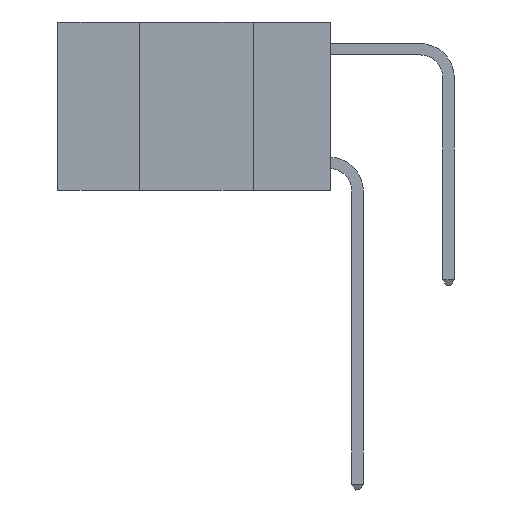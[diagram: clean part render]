
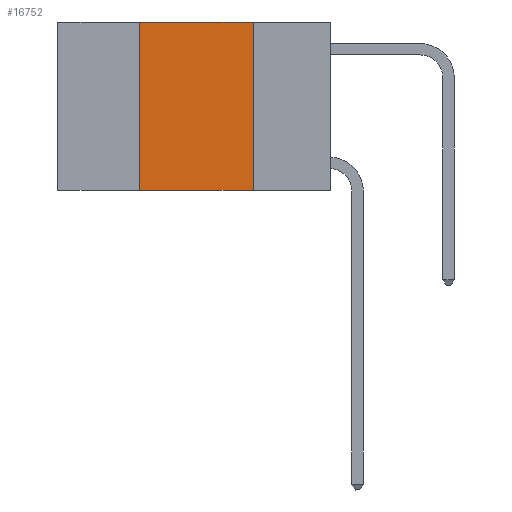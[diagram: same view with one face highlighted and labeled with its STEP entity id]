
A CAD part, left-side view. The second image highlights one B-rep face of the part: STEP entity #16752.
In plain terms, the highlighted planar face has unit normal (-1, 0, 0).
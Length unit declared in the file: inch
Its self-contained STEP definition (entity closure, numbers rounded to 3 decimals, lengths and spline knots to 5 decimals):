
#714 = DIRECTION ( 'NONE',  ( 0., -1., 0. ) ) ;
#776 = VERTEX_POINT ( 'NONE', #11004 ) ;
#1144 = CARTESIAN_POINT ( 'NONE',  ( 0., 0.6, -0.37 ) ) ;
#1163 = DIRECTION ( 'NONE',  ( 0., 0., 1. ) ) ;
#2094 = ORIENTED_EDGE ( 'NONE', *, *, #8841, .F. ) ;
#2178 = DIRECTION ( 'NONE',  ( 0., 0., -1. ) ) ;
#2828 = DIRECTION ( 'NONE',  ( 0., 0., -1. ) ) ;
#3637 = VERTEX_POINT ( 'NONE', #7346 ) ;
#4033 = CARTESIAN_POINT ( 'NONE',  ( 0., 0.6, 0. ) ) ;
#4123 = CARTESIAN_POINT ( 'NONE',  ( 0., 0.6, 0. ) ) ;
#4142 = PLANE ( 'NONE',  #15359 ) ;
#5333 = DIRECTION ( 'NONE',  ( 0., -1., 0. ) ) ;
#6856 = VECTOR ( 'NONE', #5333, 39.37008 ) ;
#7346 = CARTESIAN_POINT ( 'NONE',  ( 0., 0.42, 0. ) ) ;
#7355 = EDGE_LOOP ( 'NONE', ( #14618, #2094, #18210, #10660 ) ) ;
#8738 = VECTOR ( 'NONE', #2828, 39.37008 ) ;
#8841 = EDGE_CURVE ( 'NONE', #3637, #776, #12117, .T. ) ;
#9291 = VERTEX_POINT ( 'NONE', #14034 ) ;
#9468 = LINE ( 'NONE', #16103, #11420 ) ;
#10660 = ORIENTED_EDGE ( 'NONE', *, *, #13714, .T. ) ;
#11004 = CARTESIAN_POINT ( 'NONE',  ( 0., 0.17, 0. ) ) ;
#11130 = LINE ( 'NONE', #20771, #8738 ) ;
#11420 = VECTOR ( 'NONE', #1163, 39.37008 ) ;
#11866 = EDGE_CURVE ( 'NONE', #9291, #3637, #9468, .T. ) ;
#12117 = LINE ( 'NONE', #4123, #6856 ) ;
#13687 = CARTESIAN_POINT ( 'NONE',  ( 0., 0.17, -0.37 ) ) ;
#13714 = EDGE_CURVE ( 'NONE', #9291, #19790, #16086, .T. ) ;
#14034 = CARTESIAN_POINT ( 'NONE',  ( 0., 0.42, -0.37 ) ) ;
#14618 = ORIENTED_EDGE ( 'NONE', *, *, #14909, .F. ) ;
#14909 = EDGE_CURVE ( 'NONE', #776, #19790, #11130, .T. ) ;
#15359 = AXIS2_PLACEMENT_3D ( 'NONE', #4033, #17098, #2178 ) ;
#16086 = LINE ( 'NONE', #1144, #17356 ) ;
#16103 = CARTESIAN_POINT ( 'NONE',  ( 0., 0.42, 0. ) ) ;
#16752 = ADVANCED_FACE ( 'NONE', ( #19034 ), #4142, .F. ) ;
#17098 = DIRECTION ( 'NONE',  ( 1., 0., 0. ) ) ;
#17356 = VECTOR ( 'NONE', #714, 39.37008 ) ;
#18210 = ORIENTED_EDGE ( 'NONE', *, *, #11866, .F. ) ;
#19034 = FACE_OUTER_BOUND ( 'NONE', #7355, .T. ) ;
#19790 = VERTEX_POINT ( 'NONE', #13687 ) ;
#20771 = CARTESIAN_POINT ( 'NONE',  ( 0., 0.17, 0. ) ) ;
